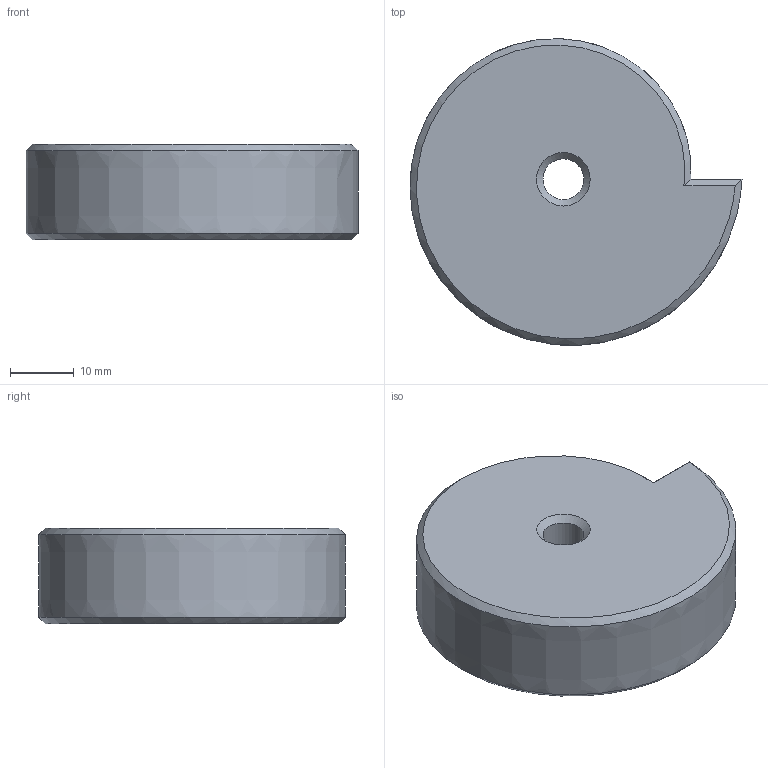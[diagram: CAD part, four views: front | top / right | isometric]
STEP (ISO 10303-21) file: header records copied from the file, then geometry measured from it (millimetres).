
FILE_DESCRIPTION(('FreeCAD Model'),'2;1');
FILE_NAME('Open CASCADE Shape Model','2024-03-25T17:03:51',(''),(''), 'Open CASCADE STEP processor 7.6','FreeCAD','Unknown');
FILE_SCHEMA(('AUTOMOTIVE_DESIGN { 1 0 10303 214 1 1 1 1 }'));
Length unit declared in the file: millimetre
Products named in the file (1): cam
Bounding box: 52.03 x 48.03 x 15 mm (x, y, z)
Volume: 20908.9 mm3; surface area: 6663.5 mm2
Topology: 1 solids, 1 shells, 24 faces, 51 edges, 30 vertices
Faces by surface type: plane 18, bspline 2, cone 2, extrusion 1, cylinder 1
Full cylindrical faces by diameter (mm): 6.4 x1
Entity records: 1249 total; most frequent: CARTESIAN_POINT 728, ORIENTED_EDGE 102, DIRECTION 92, EDGE_CURVE 51, VECTOR 40, LINE 39, VERTEX_POINT 30, FACE_BOUND 27
